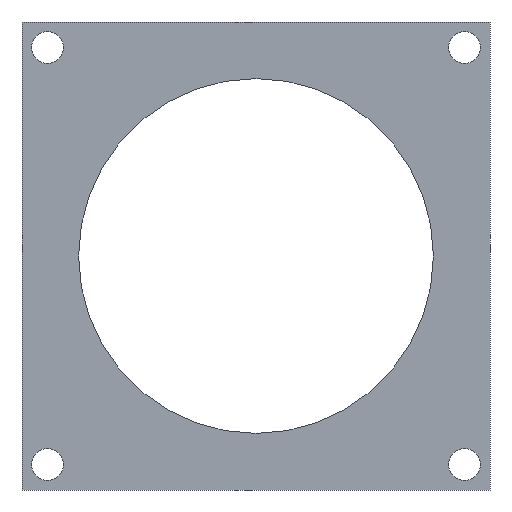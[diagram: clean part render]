
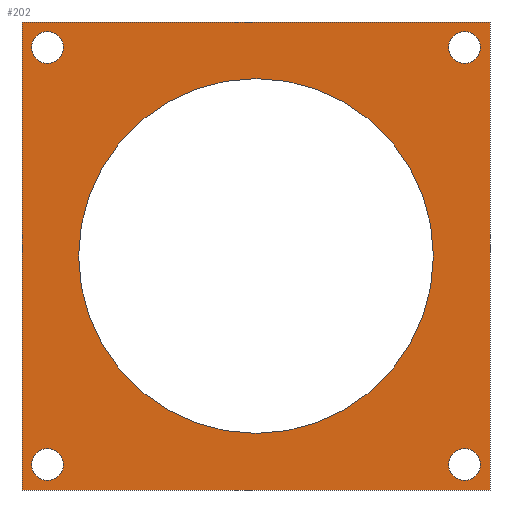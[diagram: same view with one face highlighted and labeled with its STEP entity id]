
A CAD part, front view. The second image highlights one B-rep face of the part: STEP entity #202.
In plain terms, the highlighted planar face has unit normal (0, -1, 0).
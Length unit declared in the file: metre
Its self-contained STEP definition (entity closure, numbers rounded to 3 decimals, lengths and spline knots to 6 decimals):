
#13=CIRCLE('',#222,0.00125);
#15=CIRCLE('',#225,0.00125);
#17=CIRCLE('',#228,0.00125);
#19=CIRCLE('',#231,0.00125);
#21=CIRCLE('',#236,0.01395);
#60=ORIENTED_EDGE('',*,*,#88,.F.);
#61=ORIENTED_EDGE('',*,*,#86,.F.);
#62=ORIENTED_EDGE('',*,*,#84,.F.);
#63=ORIENTED_EDGE('',*,*,#82,.F.);
#64=ORIENTED_EDGE('',*,*,#71,.T.);
#65=ORIENTED_EDGE('',*,*,#89,.T.);
#66=ORIENTED_EDGE('',*,*,#78,.F.);
#67=ORIENTED_EDGE('',*,*,#75,.F.);
#68=ORIENTED_EDGE('',*,*,#92,.T.);
#71=EDGE_CURVE('',#93,#94,#111,.T.);
#75=EDGE_CURVE('',#93,#97,#115,.T.);
#78=EDGE_CURVE('',#97,#99,#118,.T.);
#82=EDGE_CURVE('',#102,#102,#13,.T.);
#84=EDGE_CURVE('',#104,#104,#15,.T.);
#86=EDGE_CURVE('',#106,#106,#17,.T.);
#88=EDGE_CURVE('',#108,#108,#19,.T.);
#89=EDGE_CURVE('',#94,#99,#121,.T.);
#92=EDGE_CURVE('',#110,#110,#21,.T.);
#93=VERTEX_POINT('',#297);
#94=VERTEX_POINT('',#298);
#97=VERTEX_POINT('',#306);
#99=VERTEX_POINT('',#312);
#102=VERTEX_POINT('',#320);
#104=VERTEX_POINT('',#325);
#106=VERTEX_POINT('',#330);
#108=VERTEX_POINT('',#335);
#110=VERTEX_POINT('',#344);
#111=LINE('',#296,#123);
#115=LINE('',#305,#127);
#118=LINE('',#311,#130);
#121=LINE('',#337,#133);
#123=VECTOR('',#242,1.);
#127=VECTOR('',#248,1.);
#130=VECTOR('',#253,1.);
#133=VECTOR('',#282,1.);
#153=EDGE_LOOP('',(#60));
#154=EDGE_LOOP('',(#61));
#155=EDGE_LOOP('',(#62));
#156=EDGE_LOOP('',(#63));
#157=EDGE_LOOP('',(#64,#65,#66,#67));
#158=EDGE_LOOP('',(#68));
#179=FACE_BOUND('',#153,.T.);
#180=FACE_BOUND('',#154,.T.);
#181=FACE_BOUND('',#155,.T.);
#182=FACE_BOUND('',#156,.T.);
#183=FACE_BOUND('',#157,.T.);
#184=FACE_BOUND('',#158,.T.);
#192=PLANE('',#235);
#202=ADVANCED_FACE('',(#179,#180,#181,#182,#183,#184),#192,.F.);
#222=AXIS2_PLACEMENT_3D('',#319,#260,#261);
#225=AXIS2_PLACEMENT_3D('',#324,#266,#267);
#228=AXIS2_PLACEMENT_3D('',#329,#272,#273);
#231=AXIS2_PLACEMENT_3D('',#334,#278,#279);
#235=AXIS2_PLACEMENT_3D('',#342,#288,#289);
#236=AXIS2_PLACEMENT_3D('',#343,#290,#291);
#242=DIRECTION('',(1.,0.,0.));
#248=DIRECTION('',(0.,0.,1.));
#253=DIRECTION('',(1.,0.,0.));
#260=DIRECTION('',(0.,-1.,0.));
#261=DIRECTION('',(1.,0.,0.));
#266=DIRECTION('',(0.,-1.,0.));
#267=DIRECTION('',(1.,0.,0.));
#272=DIRECTION('',(0.,-1.,0.));
#273=DIRECTION('',(1.,0.,0.));
#278=DIRECTION('',(0.,-1.,0.));
#279=DIRECTION('',(1.,0.,0.));
#282=DIRECTION('',(0.,0.,1.));
#288=DIRECTION('',(0.,1.,0.));
#289=DIRECTION('',(-1.,0.,0.));
#290=DIRECTION('',(0.,1.,0.));
#291=DIRECTION('',(-1.,0.,0.));
#296=CARTESIAN_POINT('',(0.,0.01324,-0.00728));
#297=CARTESIAN_POINT('',(-0.0184,0.01324,-0.00728));
#298=CARTESIAN_POINT('',(0.0184,0.01324,-0.00728));
#305=CARTESIAN_POINT('',(-0.0184,0.01324,0.01112));
#306=CARTESIAN_POINT('',(-0.0184,0.01324,0.02952));
#311=CARTESIAN_POINT('',(0.,0.01324,0.02952));
#312=CARTESIAN_POINT('',(0.0184,0.01324,0.02952));
#319=CARTESIAN_POINT('',(0.0164,0.01324,0.02752));
#320=CARTESIAN_POINT('',(0.01765,0.01324,0.02752));
#324=CARTESIAN_POINT('',(-0.0164,0.01324,-0.00528));
#325=CARTESIAN_POINT('',(-0.01515,0.01324,-0.00528));
#329=CARTESIAN_POINT('',(0.0164,0.01324,-0.00528));
#330=CARTESIAN_POINT('',(0.01765,0.01324,-0.00528));
#334=CARTESIAN_POINT('',(-0.0164,0.01324,0.02752));
#335=CARTESIAN_POINT('',(-0.01515,0.01324,0.02752));
#337=CARTESIAN_POINT('',(0.0184,0.01324,0.01112));
#342=CARTESIAN_POINT('',(0.,0.01324,0.03916));
#343=CARTESIAN_POINT('',(0.,0.01324,0.01112));
#344=CARTESIAN_POINT('',(-0.01395,0.01324,0.01112));
